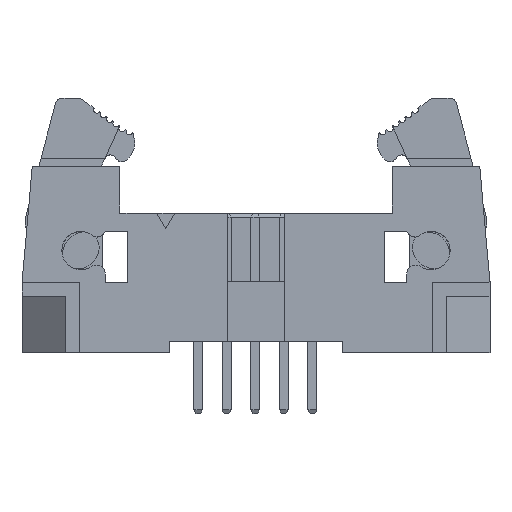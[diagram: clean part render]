
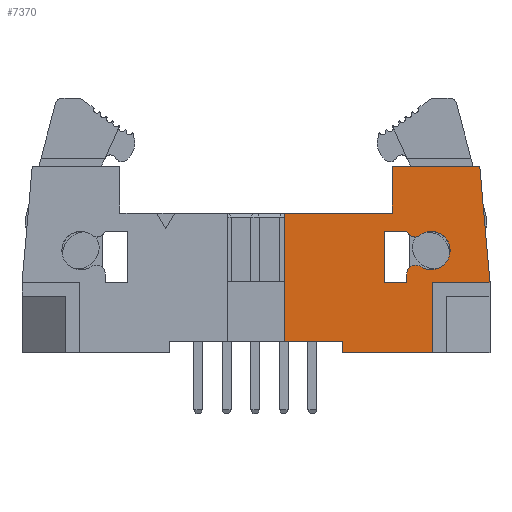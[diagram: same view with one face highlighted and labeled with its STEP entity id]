
A CAD part, top view. The second image highlights one B-rep face of the part: STEP entity #7370.
In plain terms, the highlighted planar face has unit normal (0, 0, 1).
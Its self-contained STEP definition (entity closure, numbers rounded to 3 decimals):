
#2821=DIRECTION('',(0.,1.,0.));
#2822=VECTOR('',#2821,0.5);
#2823=CARTESIAN_POINT('',(3.845,-4.13,2.825));
#2824=LINE('',#2823,#2822);
#2828=DIRECTION('',(-1.,0.,0.));
#2829=VECTOR('',#2828,2.595);
#2830=CARTESIAN_POINT('',(3.845,-3.63,2.825));
#2831=LINE('',#2830,#2829);
#2835=DIRECTION('',(0.,1.,0.));
#2836=VECTOR('',#2835,2.65);
#2837=CARTESIAN_POINT('',(1.25,-3.63,2.825));
#2838=LINE('',#2837,#2836);
#2842=DIRECTION('',(0.,1.,0.));
#2843=VECTOR('',#2842,3.05);
#2844=CARTESIAN_POINT('',(1.25,-0.98,2.825));
#2845=LINE('',#2844,#2843);
#2849=DIRECTION('',(-1.,0.,0.));
#2850=VECTOR('',#2849,4.81);
#2851=CARTESIAN_POINT('',(6.06,2.07,2.825));
#2852=LINE('',#2851,#2850);
#2856=DIRECTION('',(0.,-1.,0.));
#2857=VECTOR('',#2856,2.06);
#2858=CARTESIAN_POINT('',(6.06,4.13,2.825));
#2859=LINE('',#2858,#2857);
#2863=DIRECTION('',(-1.,0.,0.));
#2864=VECTOR('',#2863,3.9);
#2865=CARTESIAN_POINT('',(9.96,4.13,2.825));
#2866=LINE('',#2865,#2864);
#2870=DIRECTION('',(-0.088,0.996,0.));
#2871=VECTOR('',#2870,5.18);
#2872=CARTESIAN_POINT('',(10.415,-1.03,2.825));
#2873=LINE('',#2872,#2871);
#2877=DIRECTION('',(-1.,0.,0.));
#2878=VECTOR('',#2877,2.54);
#2879=CARTESIAN_POINT('',(10.415,-1.03,2.825));
#2880=LINE('',#2879,#2878);
#2884=DIRECTION('',(0.,1.,0.));
#2885=VECTOR('',#2884,3.1);
#2886=CARTESIAN_POINT('',(7.875,-4.13,2.825));
#2887=LINE('',#2886,#2885);
#2891=DIRECTION('',(1.,0.,0.));
#2892=VECTOR('',#2891,4.03);
#2893=CARTESIAN_POINT('',(3.845,-4.13,2.825));
#2894=LINE('',#2893,#2892);
#2898=DIRECTION('',(1.,0.,0.));
#2899=VECTOR('',#2898,1.);
#2900=CARTESIAN_POINT('',(5.71,-1.03,2.825));
#2901=LINE('',#2900,#2899);
#2905=DIRECTION('',(0.,1.,0.));
#2906=VECTOR('',#2905,0.384);
#2907=CARTESIAN_POINT('',(6.71,-1.03,2.825));
#2908=LINE('',#2907,#2906);
#2912=CARTESIAN_POINT('',(7.11,-0.646,2.825));
#2913=DIRECTION('',(0.,0.,1.));
#2914=DIRECTION('',(0.544,0.839,0.));
#2915=AXIS2_PLACEMENT_3D('',#2912,#2913,#2914);
#2920=CARTESIAN_POINT('',(7.79,0.403,2.825));
#2921=DIRECTION('',(0.,0.,1.));
#2922=DIRECTION('',(-0.544,-0.839,0.));
#2923=AXIS2_PLACEMENT_3D('',#2920,#2921,#2922);
#2928=CARTESIAN_POINT('',(7.067,1.335,2.825));
#2929=DIRECTION('',(0.,0.,1.));
#2930=DIRECTION('',(-0.821,-0.571,0.));
#2931=AXIS2_PLACEMENT_3D('',#2928,#2929,#2930);
#2936=DIRECTION('',(-0.571,0.821,0.));
#2937=VECTOR('',#2936,0.15);
#2938=CARTESIAN_POINT('',(6.796,1.147,2.825));
#2939=LINE('',#2938,#2937);
#2943=DIRECTION('',(-1.,0.,0.));
#2944=VECTOR('',#2943,1.);
#2945=CARTESIAN_POINT('',(6.71,1.27,2.825));
#2946=LINE('',#2945,#2944);
#2950=DIRECTION('',(0.,-1.,0.));
#2951=VECTOR('',#2950,2.3);
#2952=CARTESIAN_POINT('',(5.71,1.27,2.825));
#2953=LINE('',#2952,#2951);
#4578=CARTESIAN_POINT('',(9.96,4.13,2.825));
#4579=CARTESIAN_POINT('',(6.06,4.13,2.825));
#4580=VERTEX_POINT('',#4578);
#4581=VERTEX_POINT('',#4579);
#4582=CARTESIAN_POINT('',(6.06,2.07,2.825));
#4583=VERTEX_POINT('',#4582);
#4646=CARTESIAN_POINT('',(1.25,2.07,2.825));
#4647=VERTEX_POINT('',#4646);
#4668=CARTESIAN_POINT('',(10.415,-1.03,2.825));
#4669=CARTESIAN_POINT('',(7.875,-1.03,2.825));
#4670=VERTEX_POINT('',#4668);
#4671=VERTEX_POINT('',#4669);
#4672=CARTESIAN_POINT('',(7.875,-4.13,2.825));
#4673=VERTEX_POINT('',#4672);
#4684=CARTESIAN_POINT('',(1.25,-0.98,2.825));
#4685=VERTEX_POINT('',#4684);
#4762=CARTESIAN_POINT('',(3.845,-4.13,2.825));
#4763=CARTESIAN_POINT('',(3.845,-3.63,2.825));
#4764=VERTEX_POINT('',#4762);
#4765=VERTEX_POINT('',#4763);
#4766=CARTESIAN_POINT('',(1.25,-3.63,2.825));
#4767=VERTEX_POINT('',#4766);
#4810=CARTESIAN_POINT('',(5.71,-1.03,2.825));
#4811=CARTESIAN_POINT('',(6.71,-1.03,2.825));
#4812=VERTEX_POINT('',#4810);
#4813=VERTEX_POINT('',#4811);
#4814=CARTESIAN_POINT('',(6.71,-0.646,2.825));
#4815=VERTEX_POINT('',#4814);
#4816=CARTESIAN_POINT('',(7.328,-0.31,2.825));
#4817=VERTEX_POINT('',#4816);
#4818=CARTESIAN_POINT('',(7.269,1.074,2.825));
#4819=VERTEX_POINT('',#4818);
#4820=CARTESIAN_POINT('',(6.796,1.147,2.825));
#4821=VERTEX_POINT('',#4820);
#4822=CARTESIAN_POINT('',(6.71,1.27,2.825));
#4823=VERTEX_POINT('',#4822);
#5330=CARTESIAN_POINT('',(5.71,1.27,2.825));
#5331=VERTEX_POINT('',#5330);
#7338=CARTESIAN_POINT('',(0.,0.,2.825));
#7339=DIRECTION('',(0.,0.,1.));
#7340=DIRECTION('',(1.,0.,0.));
#7341=AXIS2_PLACEMENT_3D('',#7338,#7339,#7340);
#7342=PLANE('',#7341);
#7343=ORIENTED_EDGE('',*,*,#5486,.T.);
#7344=ORIENTED_EDGE('',*,*,#5516,.T.);
#7346=ORIENTED_EDGE('',*,*,#7345,.T.);
#7347=ORIENTED_EDGE('',*,*,#7331,.T.);
#7348=ORIENTED_EDGE('',*,*,#7240,.F.);
#7349=ORIENTED_EDGE('',*,*,#7306,.F.);
#7350=ORIENTED_EDGE('',*,*,#6738,.F.);
#7351=ORIENTED_EDGE('',*,*,#5758,.F.);
#7353=ORIENTED_EDGE('',*,*,#7352,.T.);
#7355=ORIENTED_EDGE('',*,*,#7354,.F.);
#7356=ORIENTED_EDGE('',*,*,#5818,.F.);
#7357=EDGE_LOOP('',(#7343,#7344,#7346,#7347,#7348,#7349,#7350,#7351,#7353,#7355,
#7356));
#7358=FACE_OUTER_BOUND('',#7357,.F.);
#7360=ORIENTED_EDGE('',*,*,#7359,.T.);
#7361=ORIENTED_EDGE('',*,*,#6343,.T.);
#7362=ORIENTED_EDGE('',*,*,#6375,.F.);
#7363=ORIENTED_EDGE('',*,*,#6420,.T.);
#7364=ORIENTED_EDGE('',*,*,#6465,.F.);
#7365=ORIENTED_EDGE('',*,*,#6494,.T.);
#7366=ORIENTED_EDGE('',*,*,#6523,.T.);
#7367=ORIENTED_EDGE('',*,*,#6557,.T.);
#7368=EDGE_LOOP('',(#7360,#7361,#7362,#7363,#7364,#7365,#7366,#7367));
#7369=FACE_BOUND('',#7368,.F.);
#7370=ADVANCED_FACE('',(#7358,#7369),#7342,.T.);
#2916=CIRCLE('',#2915,0.4);
#2924=CIRCLE('',#2923,0.85);
#2932=CIRCLE('',#2931,0.33);
#5486=EDGE_CURVE('',#4764,#4765,#2824,.T.);
#5516=EDGE_CURVE('',#4765,#4767,#2831,.T.);
#5758=EDGE_CURVE('',#4670,#4580,#2873,.T.);
#5818=EDGE_CURVE('',#4764,#4673,#2894,.T.);
#6343=EDGE_CURVE('',#4813,#4815,#2908,.T.);
#6375=EDGE_CURVE('',#4817,#4815,#2916,.T.);
#6420=EDGE_CURVE('',#4817,#4819,#2924,.T.);
#6465=EDGE_CURVE('',#4821,#4819,#2932,.T.);
#6494=EDGE_CURVE('',#4821,#4823,#2939,.T.);
#6523=EDGE_CURVE('',#4823,#5331,#2946,.T.);
#6557=EDGE_CURVE('',#5331,#4812,#2953,.T.);
#6738=EDGE_CURVE('',#4580,#4581,#2866,.T.);
#7240=EDGE_CURVE('',#4583,#4647,#2852,.T.);
#7306=EDGE_CURVE('',#4581,#4583,#2859,.T.);
#7331=EDGE_CURVE('',#4685,#4647,#2845,.T.);
#7345=EDGE_CURVE('',#4767,#4685,#2838,.T.);
#7352=EDGE_CURVE('',#4670,#4671,#2880,.T.);
#7354=EDGE_CURVE('',#4673,#4671,#2887,.T.);
#7359=EDGE_CURVE('',#4812,#4813,#2901,.T.);
